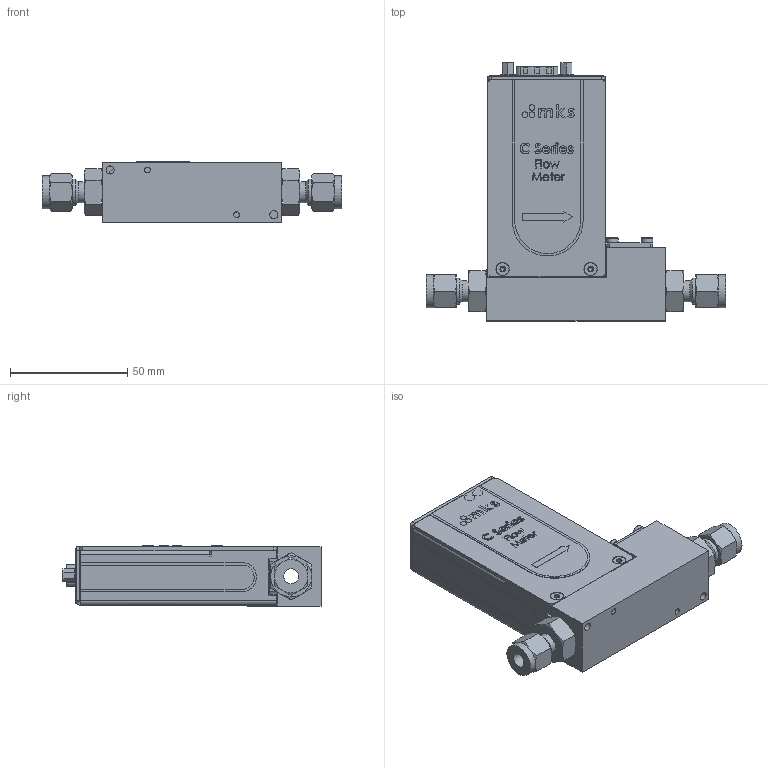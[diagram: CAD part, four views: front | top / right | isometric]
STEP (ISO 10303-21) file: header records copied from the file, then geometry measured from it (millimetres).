
FILE_DESCRIPTION (( 'STEP AP214' ), '1' );
FILE_NAME ('C-series_analog_1-4_tube_std_size_MFM.STEP', '2019-03-20T13:49:19', ( '' ), ( '' ), 'SwSTEP 2.0', 'SolidWorks 2015', '' );
FILE_SCHEMA (( 'AUTOMOTIVE_DESIGN' ));
Length unit declared in the file: inch
Products named in the file (1): C-series_analog_1-4_tube_std_size_MFM
Bounding box: 127.51 x 109.98 x 25.67 mm (x, y, z)
Surface area: 43284.5 mm2 (no closed solid volume)
Topology: 0 solids, 224 shells, 833 faces, 6226 edges, 5597 vertices
Faces by surface type: plane 518, cylinder 154, bspline 79, cone 74, torus 8
Full cylindrical faces by diameter (mm): 0.61 x9, 1.016 x1, 1.194 x1, 1.524 x1, 1.702 x1, 2.261 x2, 2.5 x2, 2.512 x1, 3.454 x2, 5 x4, 6.35 x4, 8.953 x2, 11.113 x2, 14.224 x2
Entity records: 98712 total; most frequent: CARTESIAN_POINT 48149, ORIENTED_EDGE 7309, EDGE_CURVE 6156, DIRECTION 5600, VERTEX_POINT 5578, LINE 3344, VECTOR 3344, B_SPLINE_CURVE_WITH_KNOTS 2439
